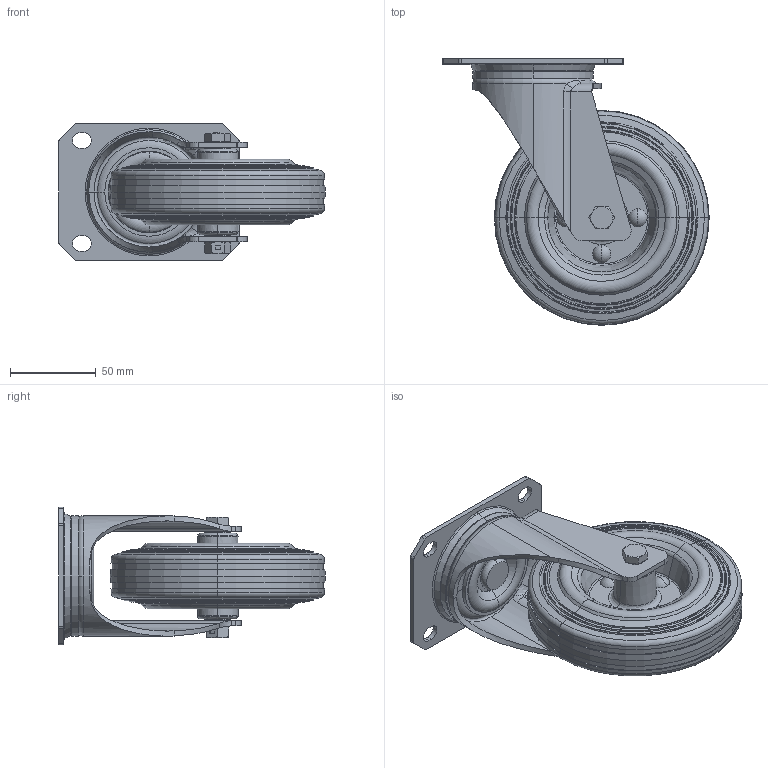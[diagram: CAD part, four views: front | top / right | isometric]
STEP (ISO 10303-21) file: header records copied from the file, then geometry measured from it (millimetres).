
FILE_DESCRIPTION (( 'STEP AP214' ), '1' );
FILE_NAME ('0056298.step', '2023-10-18T10:26:06', ( '' ), ( '' ), 'SwSTEP 2.0', 'SolidWorks 2020', '' );
FILE_SCHEMA (( 'AUTOMOTIVE_DESIGN' ));
Length unit declared in the file: millimetre
Products named in the file (1): 0056298
Bounding box: 155 x 155 x 80 mm (x, y, z)
Volume: 388684.6 mm3; surface area: 138076.4 mm2
Topology: 14 solids, 14 shells, 529 faces, 1182 edges, 695 vertices
Faces by surface type: torus 126, cone 126, cylinder 111, plane 108, bspline 58
Entity records: 23588 total; most frequent: CARTESIAN_POINT 5913, DIRECTION 2615, ORIENTED_EDGE 2332, EDGE_CURVE 1166, AXIS2_PLACEMENT_3D 1137, VERTEX_POINT 695, CIRCLE 665, EDGE_LOOP 603
